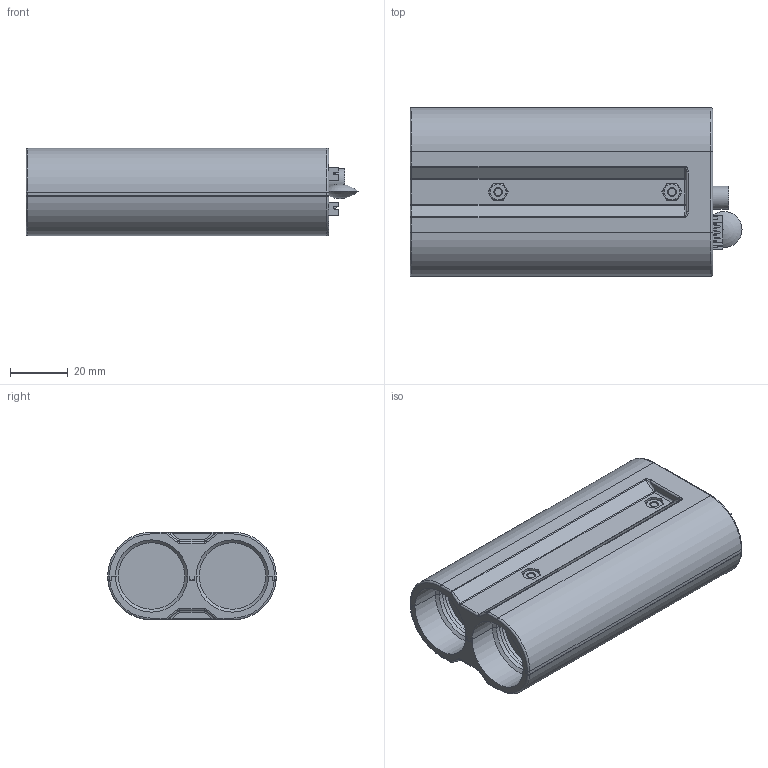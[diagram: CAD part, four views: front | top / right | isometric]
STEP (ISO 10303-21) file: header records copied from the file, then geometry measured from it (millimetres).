
FILE_DESCRIPTION(/* description */ ('STEP AP242','CAx-IF Rec.Pracs.---Representation and Presentation of Product Manufacturing Information (PMI)---4.0---2014-10-13','CAx-IF Rec.Pracs.---3D Tessellated Geometry---0.4---2014-09-14','2;1'),/* implementation_level */ '2;1');
FILE_NAME(/* name */ '65be91aa0f24c16241197d1a',/* time_stamp */ '2024-02-03T19:19:09Z',/* author */ (''),/* organization */ (''),/* preprocessor_version */ 'ST-DEVELOPER v19.4',/* originating_system */ ' ',/* authorisation */ ' ');
FILE_SCHEMA (('AP242_MANAGED_MODEL_BASED_3D_ENGINEERING_MIM_LF { 1 0 10303 442 1 1 4 }'));
Length unit declared in the file: metre
Products named in the file (34): Barrel Module Assembly; Barrel Module Side A; Lens Mock-Up; Focusing Adjustment Ring; Hex nut style 1 grade A & B M3x0.5; Hex socket head cap screw M3x0.50 x 20; Barrel Module Side B; OpenLTTO Barrel Module PCB <1>; C_Disc_D12.5mm_W5.0mm_P7.50mm <1>; SOLID; SOT-23 (2) <1>; R_1206_3216Metric (2) <1>; C_1206_3216Metric <1>; R_1206_3216Metric (1) <1>; LED_D5.0mm_IRBlack <1>; LED_D5.0mm_Clear <1>; JST_PH_B5B-PH-K_1x05_P2.00mm_Vertical (1) <1>; SOT-23 <1>; LED_D5.0mm_Clear (1) <1>; JST_PH_B5B-PH-K_1x05_P2.00mm_Vertical <1>; SOT-23 (1) <1>; R_1206_3216Metric <1>; OpenLTTO Barrel Module PCB; Vishay_MOLD-3Pin <1>; CP_Radial_D8.0mm_P3.50mm <1>; R_1206_3216Metric (3) <1>
Assembly tree (50 placements, depth 4):
  Barrel Module Assembly
    Barrel Module Side A
    Lens Mock-Up  x2
    Focusing Adjustment Ring  x8
    Hex nut style 1 grade A & B M3x0.5  x2
    Hex socket head cap screw M3x0.50 x 20  x2
    Barrel Module Side B
    OpenLTTO Barrel Module PCB <1>
      C_Disc_D12.5mm_W5.0mm_P7.50mm <1>
        SOLID
      SOT-23 (2) <1>
        SOLID
      R_1206_3216Metric (2) <1>
        SOLID
      C_1206_3216Metric <1>
        SOLID
      R_1206_3216Metric (1) <1>
        SOLID
      LED_D5.0mm_IRBlack <1>
        SOLID
      LED_D5.0mm_Clear <1>
        SOLID
      JST_PH_B5B-PH-K_1x05_P2.00mm_Vertical (1) <1>
        SOLID
      SOT-23 <1>
        SOLID
      LED_D5.0mm_Clear (1) <1>
        SOLID
      JST_PH_B5B-PH-K_1x05_P2.00mm_Vertical <1>
        SOLID
      SOT-23 (1) <1>
        SOLID
      R_1206_3216Metric <1>
        SOLID
      OpenLTTO Barrel Module PCB
      Vishay_MOLD-3Pin <1>
        SOLID
      CP_Radial_D8.0mm_P3.50mm <1>
        SOLID
      R_1206_3216Metric (3) <1>
        SOLID
Bounding box: 114.95 x 58.4 x 30.4 mm (x, y, z)
Volume: 57937.9 mm3; surface area: 48645.9 mm2
Topology: 33 solids, 34 shells, 1433 faces, 3688 edges, 2334 vertices
Faces by surface type: plane 1086, cylinder 238, cone 58, torus 29, sphere 14, bspline 8
Full cylindrical faces by diameter (mm): 0.5 x2, 0.7 x2, 0.75 x10, 0.8 x2, 0.9 x9, 1 x2, 2.459 x2, 3 x2, 3.2 x4, 4.9 x3, 5.5 x2, 5.6 x3, 6 x2, 8 x2, 23 x8, 25 x10
Entity records: 31046 total; most frequent: CARTESIAN_POINT 5642, ORIENTED_EDGE 4844, DIRECTION 4785, EDGE_CURVE 2422, LINE 1947, VECTOR 1947, VERTEX_POINT 1586, AXIS2_PLACEMENT_3D 1419
